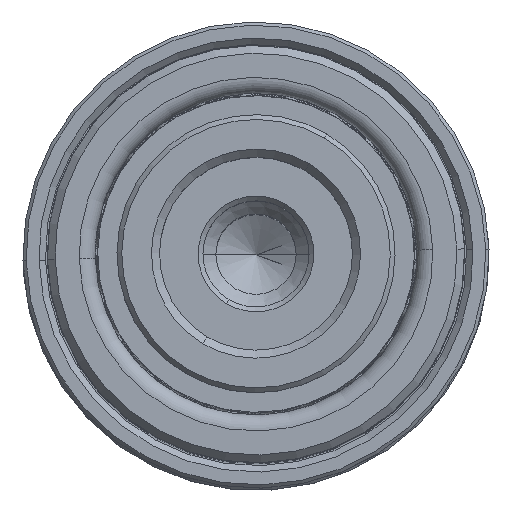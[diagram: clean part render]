
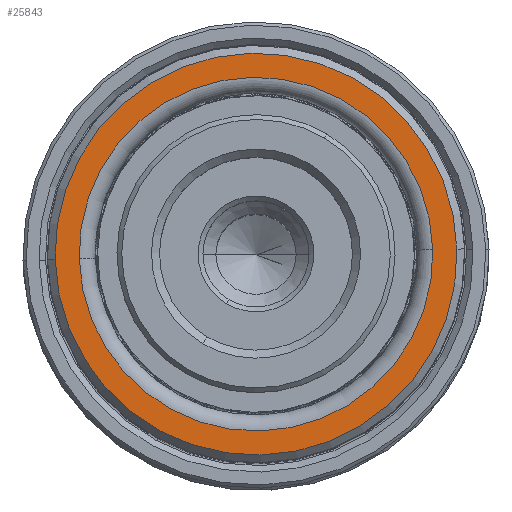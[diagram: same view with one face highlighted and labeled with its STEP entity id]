
A CAD part, top view. The second image highlights one B-rep face of the part: STEP entity #25843.
In plain terms, the highlighted planar face has unit normal (0, 0, 1).
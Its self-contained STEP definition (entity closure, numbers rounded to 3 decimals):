
#677 = EDGE_LOOP ( 'NONE', ( #31264, #8141 ) ) ;
#1389 = AXIS2_PLACEMENT_3D ( 'NONE', #12940, #30919, #15513 ) ;
#2628 = DIRECTION ( 'NONE',  ( 0., 0., -1. ) ) ;
#2759 = AXIS2_PLACEMENT_3D ( 'NONE', #26663, #11280, #29211 ) ;
#3560 = ORIENTED_EDGE ( 'NONE', *, *, #14845, .T. ) ;
#4070 = VERTEX_POINT ( 'NONE', #30847 ) ;
#5225 = FACE_BOUND ( 'NONE', #21040, .T. ) ;
#6611 = CARTESIAN_POINT ( 'NONE',  ( 12.5, 0., 35. ) ) ;
#7944 = CIRCLE ( 'NONE', #1389, 12.5 ) ;
#8069 = VERTEX_POINT ( 'NONE', #13404 ) ;
#8141 = ORIENTED_EDGE ( 'NONE', *, *, #10916, .T. ) ;
#8348 = EDGE_CURVE ( 'NONE', #8069, #25652, #28144, .T. ) ;
#10916 = EDGE_CURVE ( 'NONE', #25652, #8069, #7944, .T. ) ;
#11280 = DIRECTION ( 'NONE',  ( 0., 0., 1. ) ) ;
#11536 = CARTESIAN_POINT ( 'NONE',  ( 0., 0., 35. ) ) ;
#12532 = VERTEX_POINT ( 'NONE', #18271 ) ;
#12940 = CARTESIAN_POINT ( 'NONE',  ( 0., 0., 35. ) ) ;
#13404 = CARTESIAN_POINT ( 'NONE',  ( -12.5, 0., 35. ) ) ;
#14120 = DIRECTION ( 'NONE',  ( 1., 0., 0. ) ) ;
#14786 = AXIS2_PLACEMENT_3D ( 'NONE', #18041, #2628, #20646 ) ;
#14845 = EDGE_CURVE ( 'NONE', #12532, #4070, #25769, .T. ) ;
#14874 = ORIENTED_EDGE ( 'NONE', *, *, #21078, .T. ) ;
#15513 = DIRECTION ( 'NONE',  ( 1., 0., 0. ) ) ;
#15761 = AXIS2_PLACEMENT_3D ( 'NONE', #30687, #28104, #20500 ) ;
#17875 = PLANE ( 'NONE',  #15761 ) ;
#18041 = CARTESIAN_POINT ( 'NONE',  ( 0., 0., 35. ) ) ;
#18271 = CARTESIAN_POINT ( 'NONE',  ( -11., 0., 35. ) ) ;
#20500 = DIRECTION ( 'NONE',  ( 1., 0., 0. ) ) ;
#20646 = DIRECTION ( 'NONE',  ( 1., 0., 0. ) ) ;
#21040 = EDGE_LOOP ( 'NONE', ( #14874, #3560 ) ) ;
#21078 = EDGE_CURVE ( 'NONE', #4070, #12532, #22331, .T. ) ;
#22331 = CIRCLE ( 'NONE', #31868, 11. ) ;
#25652 = VERTEX_POINT ( 'NONE', #6611 ) ;
#25769 = CIRCLE ( 'NONE', #14786, 11. ) ;
#25843 = ADVANCED_FACE ( 'NONE', ( #5225, #26553 ), #17875, .T. ) ;
#26553 = FACE_OUTER_BOUND ( 'NONE', #677, .T. ) ;
#26663 = CARTESIAN_POINT ( 'NONE',  ( 0., 0., 35. ) ) ;
#28104 = DIRECTION ( 'NONE',  ( 0., 0., 1. ) ) ;
#28144 = CIRCLE ( 'NONE', #2759, 12.5 ) ;
#29211 = DIRECTION ( 'NONE',  ( 1., 0., 0. ) ) ;
#29489 = DIRECTION ( 'NONE',  ( 0., 0., -1. ) ) ;
#30687 = CARTESIAN_POINT ( 'NONE',  ( 0., 0., 35. ) ) ;
#30847 = CARTESIAN_POINT ( 'NONE',  ( 11., 0., 35. ) ) ;
#30919 = DIRECTION ( 'NONE',  ( 0., 0., 1. ) ) ;
#31264 = ORIENTED_EDGE ( 'NONE', *, *, #8348, .T. ) ;
#31868 = AXIS2_PLACEMENT_3D ( 'NONE', #11536, #29489, #14120 ) ;
